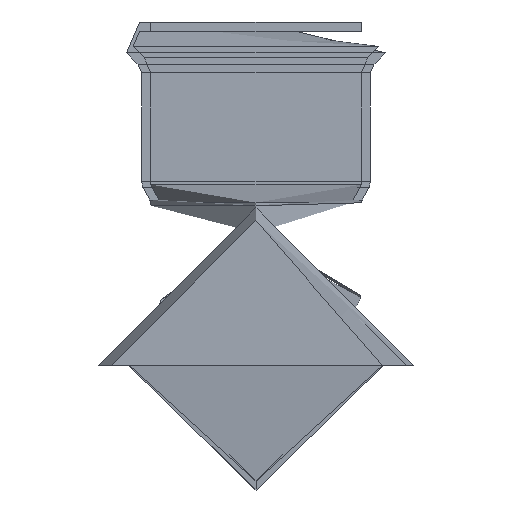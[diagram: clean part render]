
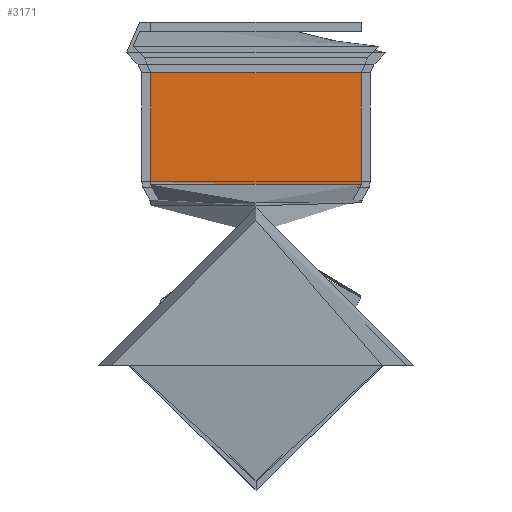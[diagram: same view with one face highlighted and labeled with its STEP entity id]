
A CAD part, left-side view. The second image highlights one B-rep face of the part: STEP entity #3171.
In plain terms, the highlighted free-form (B-spline) face has degree [1, 2] with [2, 9] control points.
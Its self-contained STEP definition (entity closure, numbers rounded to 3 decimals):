
#3126 = VERTEX_POINT('',#3127);
#3127 = CARTESIAN_POINT('',(27.,-17.5,0.));
#3132 = EDGE_CURVE('',#3133,#3126,#3135,.T.);
#3133 = VERTEX_POINT('',#3134);
#3134 = CARTESIAN_POINT('',(27.,17.5,0.));
#3135 = ( BOUNDED_CURVE() B_SPLINE_CURVE(2,(#3136,#3137,#3138,#3139,
#3140),.UNSPECIFIED.,.F.,.F.) B_SPLINE_CURVE_WITH_KNOTS((3,2,3),(0.,
1.571,3.142),.UNSPECIFIED.) CURVE() 
GEOMETRIC_REPRESENTATION_ITEM() RATIONAL_B_SPLINE_CURVE((1.,
0.707,1.,0.707,1.)) REPRESENTATION_ITEM('') );
#3136 = CARTESIAN_POINT('',(27.,17.5,0.));
#3137 = CARTESIAN_POINT('',(27.,17.5,17.5));
#3138 = CARTESIAN_POINT('',(27.,0.,17.5));
#3139 = CARTESIAN_POINT('',(27.,-17.5,17.5));
#3140 = CARTESIAN_POINT('',(27.,-17.5,0.));
#3142 = EDGE_CURVE('',#3126,#3133,#3143,.T.);
#3143 = ( BOUNDED_CURVE() B_SPLINE_CURVE(2,(#3144,#3145,#3146,#3147,
#3148),.UNSPECIFIED.,.F.,.F.) B_SPLINE_CURVE_WITH_KNOTS((3,2,3),(
    3.142,4.712,6.283),
.PIECEWISE_BEZIER_KNOTS.) CURVE() GEOMETRIC_REPRESENTATION_ITEM() 
RATIONAL_B_SPLINE_CURVE((1.,0.707,1.,0.707,1.)) 
REPRESENTATION_ITEM('') );
#3144 = CARTESIAN_POINT('',(27.,-17.5,0.));
#3145 = CARTESIAN_POINT('',(27.,-17.5,-17.5));
#3146 = CARTESIAN_POINT('',(27.,0.,-17.5));
#3147 = CARTESIAN_POINT('',(27.,17.5,-17.5));
#3148 = CARTESIAN_POINT('',(27.,17.5,0.));
#3171 = ADVANCED_FACE('',(#3172),#3208,.T.);
#3172 = FACE_BOUND('',#3173,.T.);
#3173 = EDGE_LOOP('',(#3174,#3175,#3182,#3190,#3198,#3206,#3207));
#3174 = ORIENTED_EDGE('',*,*,#3132,.T.);
#3175 = ORIENTED_EDGE('',*,*,#3176,.T.);
#3176 = EDGE_CURVE('',#3126,#3177,#3179,.T.);
#3177 = VERTEX_POINT('',#3178);
#3178 = CARTESIAN_POINT('',(8.421,-17.5,0.));
#3179 = B_SPLINE_CURVE_WITH_KNOTS('',1,(#3180,#3181),.UNSPECIFIED.,.F.,
  .F.,(2,2),(-0.531,0.531),.PIECEWISE_BEZIER_KNOTS.);
#3180 = CARTESIAN_POINT('',(27.,-17.5,0.));
#3181 = CARTESIAN_POINT('',(8.421,-17.5,0.));
#3182 = ORIENTED_EDGE('',*,*,#3183,.F.);
#3183 = EDGE_CURVE('',#3184,#3177,#3186,.T.);
#3184 = VERTEX_POINT('',#3185);
#3185 = CARTESIAN_POINT('',(8.421,0.,17.5));
#3186 = ( BOUNDED_CURVE() B_SPLINE_CURVE(2,(#3187,#3188,#3189),
.UNSPECIFIED.,.F.,.F.) B_SPLINE_CURVE_WITH_KNOTS((3,3),(1.571,
3.142),.PIECEWISE_BEZIER_KNOTS.) CURVE() 
GEOMETRIC_REPRESENTATION_ITEM() RATIONAL_B_SPLINE_CURVE((1.,
0.707,1.)) REPRESENTATION_ITEM('') );
#3187 = CARTESIAN_POINT('',(8.421,0.,17.5));
#3188 = CARTESIAN_POINT('',(8.421,-17.5,17.5));
#3189 = CARTESIAN_POINT('',(8.421,-17.5,0.));
#3190 = ORIENTED_EDGE('',*,*,#3191,.F.);
#3191 = EDGE_CURVE('',#3192,#3184,#3194,.T.);
#3192 = VERTEX_POINT('',#3193);
#3193 = CARTESIAN_POINT('',(8.421,17.5,0.));
#3194 = ( BOUNDED_CURVE() B_SPLINE_CURVE(2,(#3195,#3196,#3197),
.UNSPECIFIED.,.F.,.F.) B_SPLINE_CURVE_WITH_KNOTS((3,3),(0.,
1.571),.PIECEWISE_BEZIER_KNOTS.) CURVE() 
GEOMETRIC_REPRESENTATION_ITEM() RATIONAL_B_SPLINE_CURVE((1.,
0.707,1.)) REPRESENTATION_ITEM('') );
#3195 = CARTESIAN_POINT('',(8.421,17.5,0.));
#3196 = CARTESIAN_POINT('',(8.421,17.5,17.5));
#3197 = CARTESIAN_POINT('',(8.421,0.,17.5));
#3198 = ORIENTED_EDGE('',*,*,#3199,.F.);
#3199 = EDGE_CURVE('',#3177,#3192,#3200,.T.);
#3200 = ( BOUNDED_CURVE() B_SPLINE_CURVE(2,(#3201,#3202,#3203,#3204,
#3205),.UNSPECIFIED.,.F.,.F.) B_SPLINE_CURVE_WITH_KNOTS((3,2,3),(
    3.142,4.712,6.283),
.PIECEWISE_BEZIER_KNOTS.) CURVE() GEOMETRIC_REPRESENTATION_ITEM() 
RATIONAL_B_SPLINE_CURVE((1.,0.707,1.,0.707,1.)) 
REPRESENTATION_ITEM('') );
#3201 = CARTESIAN_POINT('',(8.421,-17.5,0.));
#3202 = CARTESIAN_POINT('',(8.421,-17.5,-17.5));
#3203 = CARTESIAN_POINT('',(8.421,0.,-17.5));
#3204 = CARTESIAN_POINT('',(8.421,17.5,-17.5));
#3205 = CARTESIAN_POINT('',(8.421,17.5,0.));
#3206 = ORIENTED_EDGE('',*,*,#3176,.F.);
#3207 = ORIENTED_EDGE('',*,*,#3142,.T.);
#3208 = ( BOUNDED_SURFACE() B_SPLINE_SURFACE(1,2,(
    (#3209,#3210,#3211,#3212,#3213,#3214,#3215,#3216,#3217)
    ,(#3218,#3219,#3220,#3221,#3222,#3223,#3224,#3225,#3226
)),.UNSPECIFIED.,.F.,.T.,.F.) B_SPLINE_SURFACE_WITH_KNOTS((2,2),(1,2,2,2
    ,2,2,1),(-0.531,0.531),(-4.712,
    -3.142,-1.571,0.,1.571,3.142,
4.712),.UNSPECIFIED.) GEOMETRIC_REPRESENTATION_ITEM() 
RATIONAL_B_SPLINE_SURFACE((
    (1.,0.707,1.,0.707,1.,0.707,1.
      ,0.707,1.)
    ,(1.,0.707,1.,0.707,1.,0.707,1.
,0.707,1.))) REPRESENTATION_ITEM('') SURFACE() );
#3209 = CARTESIAN_POINT('',(8.421,-17.5,0.));
#3210 = CARTESIAN_POINT('',(8.421,-17.5,-17.5));
#3211 = CARTESIAN_POINT('',(8.421,0.,-17.5));
#3212 = CARTESIAN_POINT('',(8.421,17.5,-17.5));
#3213 = CARTESIAN_POINT('',(8.421,17.5,0.));
#3214 = CARTESIAN_POINT('',(8.421,17.5,17.5));
#3215 = CARTESIAN_POINT('',(8.421,0.,17.5));
#3216 = CARTESIAN_POINT('',(8.421,-17.5,17.5));
#3217 = CARTESIAN_POINT('',(8.421,-17.5,0.));
#3218 = CARTESIAN_POINT('',(27.,-17.5,0.));
#3219 = CARTESIAN_POINT('',(27.,-17.5,-17.5));
#3220 = CARTESIAN_POINT('',(27.,0.,-17.5));
#3221 = CARTESIAN_POINT('',(27.,17.5,-17.5));
#3222 = CARTESIAN_POINT('',(27.,17.5,0.));
#3223 = CARTESIAN_POINT('',(27.,17.5,17.5));
#3224 = CARTESIAN_POINT('',(27.,0.,17.5));
#3225 = CARTESIAN_POINT('',(27.,-17.5,17.5));
#3226 = CARTESIAN_POINT('',(27.,-17.5,0.));
